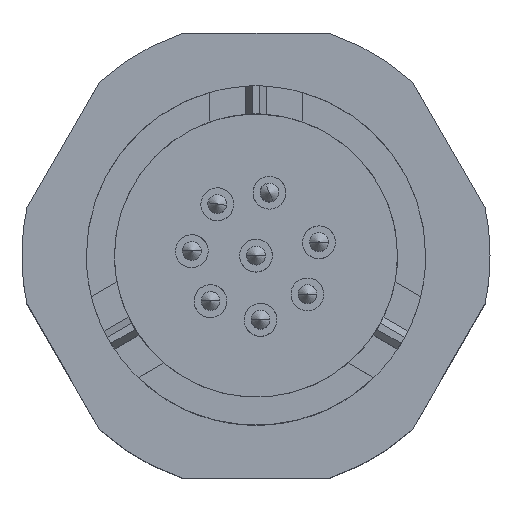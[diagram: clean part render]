
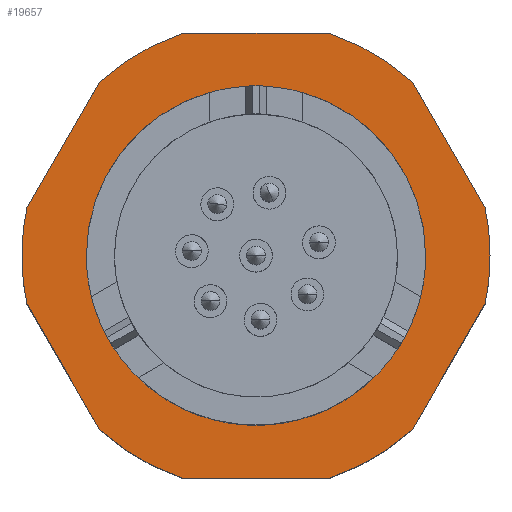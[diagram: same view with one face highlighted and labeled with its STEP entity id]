
A CAD part, top view. The second image highlights one B-rep face of the part: STEP entity #19657.
In plain terms, the highlighted planar face has unit normal (0, 0, 1).
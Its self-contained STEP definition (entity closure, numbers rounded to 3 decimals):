
#17010=AXIS2_PLACEMENT_3D('Circle Axis2P3D',#17008,#17009,$) ;
#17187=AXIS2_PLACEMENT_3D('Circle Axis2P3D',#17185,#17186,$) ;
#19280=AXIS2_PLACEMENT_3D('Circle Axis2P3D',#19278,#19279,$) ;
#19298=AXIS2_PLACEMENT_3D('Circle Axis2P3D',#19296,#19297,$) ;
#19335=AXIS2_PLACEMENT_3D('Circle Axis2P3D',#19333,#19334,$) ;
#19353=AXIS2_PLACEMENT_3D('Circle Axis2P3D',#19351,#19352,$) ;
#19385=AXIS2_PLACEMENT_3D('Circle Axis2P3D',#19383,#19384,$) ;
#19413=AXIS2_PLACEMENT_3D('Circle Axis2P3D',#19411,#19412,$) ;
#19431=AXIS2_PLACEMENT_3D('Circle Axis2P3D',#19429,#19430,$) ;
#19627=AXIS2_PLACEMENT_3D('Plane Axis2P3D',#19624,#19625,#19626) ;
#16917=CARTESIAN_POINT('Vertex',(2.75,9.5,20.5)) ;
#17005=CARTESIAN_POINT('Vertex',(17.25,9.5,20.5)) ;
#17008=CARTESIAN_POINT('Axis2P3D Location',(10.,9.5,20.5)) ;
#17185=CARTESIAN_POINT('Axis2P3D Location',(10.,9.5,20.5)) ;
#19040=CARTESIAN_POINT('Vertex',(3.334,2.046,20.5)) ;
#19043=CARTESIAN_POINT('Line Origine',(1.773,4.75,20.5)) ;
#19047=CARTESIAN_POINT('Vertex',(0.212,7.454,20.5)) ;
#19081=CARTESIAN_POINT('Vertex',(0.212,11.546,20.5)) ;
#19084=CARTESIAN_POINT('Line Origine',(1.773,14.25,20.5)) ;
#19088=CARTESIAN_POINT('Vertex',(3.334,16.954,20.5)) ;
#19122=CARTESIAN_POINT('Vertex',(6.878,19.,20.5)) ;
#19125=CARTESIAN_POINT('Line Origine',(10.,19.,20.5)) ;
#19129=CARTESIAN_POINT('Vertex',(13.122,19.,20.5)) ;
#19163=CARTESIAN_POINT('Vertex',(16.666,16.954,20.5)) ;
#19166=CARTESIAN_POINT('Line Origine',(18.227,14.25,20.5)) ;
#19170=CARTESIAN_POINT('Vertex',(19.788,11.546,20.5)) ;
#19204=CARTESIAN_POINT('Vertex',(13.122,0.,20.5)) ;
#19207=CARTESIAN_POINT('Line Origine',(10.,0.,20.5)) ;
#19211=CARTESIAN_POINT('Vertex',(6.878,0.,20.5)) ;
#19245=CARTESIAN_POINT('Vertex',(19.788,7.454,20.5)) ;
#19248=CARTESIAN_POINT('Line Origine',(18.227,4.75,20.5)) ;
#19252=CARTESIAN_POINT('Vertex',(16.666,2.046,20.5)) ;
#19278=CARTESIAN_POINT('Axis2P3D Location',(10.,9.5,20.5)) ;
#19296=CARTESIAN_POINT('Axis2P3D Location',(10.,9.5,20.5)) ;
#19323=CARTESIAN_POINT('Vertex',(20.,9.5,20.5)) ;
#19333=CARTESIAN_POINT('Axis2P3D Location',(10.,9.5,20.5)) ;
#19351=CARTESIAN_POINT('Axis2P3D Location',(10.,9.5,20.5)) ;
#19380=CARTESIAN_POINT('Vertex',(0.,9.5,20.5)) ;
#19383=CARTESIAN_POINT('Axis2P3D Location',(10.,9.5,20.5)) ;
#19411=CARTESIAN_POINT('Axis2P3D Location',(10.,9.5,20.5)) ;
#19429=CARTESIAN_POINT('Axis2P3D Location',(10.,9.5,20.5)) ;
#19624=CARTESIAN_POINT('Axis2P3D Location',(1.975,9.5,20.5)) ;
#19630=CARTESIAN_POINT('Control Point',(6.878,0.,20.5)) ;
#19631=CARTESIAN_POINT('Control Point',(6.095,0.257,20.5)) ;
#19632=CARTESIAN_POINT('Control Point',(5.338,0.595,20.5)) ;
#19633=CARTESIAN_POINT('Control Point',(4.619,1.01,20.5)) ;
#19634=CARTESIAN_POINT('Control Point',(3.948,1.496,20.5)) ;
#19635=CARTESIAN_POINT('Control Point',(3.334,2.046,20.5)) ;
#17009=DIRECTION('Axis2P3D Direction',(0.,0.,-1.)) ;
#17186=DIRECTION('Axis2P3D Direction',(0.,0.,-1.)) ;
#19044=DIRECTION('Vector Direction',(0.5,-0.866,0.)) ;
#19085=DIRECTION('Vector Direction',(-0.5,-0.866,0.)) ;
#19126=DIRECTION('Vector Direction',(-1.,0.,0.)) ;
#19167=DIRECTION('Vector Direction',(-0.5,0.866,0.)) ;
#19208=DIRECTION('Vector Direction',(1.,0.,0.)) ;
#19249=DIRECTION('Vector Direction',(0.5,0.866,0.)) ;
#19279=DIRECTION('Axis2P3D Direction',(0.,0.,-1.)) ;
#19297=DIRECTION('Axis2P3D Direction',(0.,0.,-1.)) ;
#19334=DIRECTION('Axis2P3D Direction',(0.,0.,-1.)) ;
#19352=DIRECTION('Axis2P3D Direction',(0.,0.,-1.)) ;
#19384=DIRECTION('Axis2P3D Direction',(0.,0.,-1.)) ;
#19412=DIRECTION('Axis2P3D Direction',(0.,0.,-1.)) ;
#19430=DIRECTION('Axis2P3D Direction',(0.,0.,-1.)) ;
#19625=DIRECTION('Axis2P3D Direction',(0.,0.,1.)) ;
#19626=DIRECTION('Axis2P3D XDirection',(0.,1.,0.)) ;
#19045=VECTOR('Line Direction',#19044,1.) ;
#19086=VECTOR('Line Direction',#19085,1.) ;
#19127=VECTOR('Line Direction',#19126,1.) ;
#19168=VECTOR('Line Direction',#19167,1.) ;
#19209=VECTOR('Line Direction',#19208,1.) ;
#19250=VECTOR('Line Direction',#19249,1.) ;
#19638=ORIENTED_EDGE('',*,*,#19049,.T.) ;
#19639=ORIENTED_EDGE('',*,*,#19636,.F.) ;
#19640=ORIENTED_EDGE('',*,*,#19213,.T.) ;
#19641=ORIENTED_EDGE('',*,*,#19282,.F.) ;
#19642=ORIENTED_EDGE('',*,*,#19254,.T.) ;
#19643=ORIENTED_EDGE('',*,*,#19355,.F.) ;
#19644=ORIENTED_EDGE('',*,*,#19337,.F.) ;
#19645=ORIENTED_EDGE('',*,*,#19172,.T.) ;
#19646=ORIENTED_EDGE('',*,*,#19300,.F.) ;
#19647=ORIENTED_EDGE('',*,*,#19131,.T.) ;
#19648=ORIENTED_EDGE('',*,*,#19433,.F.) ;
#19649=ORIENTED_EDGE('',*,*,#19090,.T.) ;
#19650=ORIENTED_EDGE('',*,*,#19387,.F.) ;
#19651=ORIENTED_EDGE('',*,*,#19415,.F.) ;
#19654=ORIENTED_EDGE('',*,*,#17012,.T.) ;
#19655=ORIENTED_EDGE('',*,*,#17189,.T.) ;
#19656=FACE_BOUND('',#19653,.T.) ;
#19657=ADVANCED_FACE('V1',(#19652,#19656),#19628,.T.) ;
#19629=B_SPLINE_CURVE_WITH_KNOTS('',5,(#19630,#19631,#19632,#19633,#19634,#19635),.UNSPECIFIED.,.F.,.U.,(6,6),(0.,5.828),.UNSPECIFIED.) ;
#17011=CIRCLE('generated circle',#17010,7.25) ;
#17188=CIRCLE('generated circle',#17187,7.25) ;
#19281=CIRCLE('generated circle',#19280,10.) ;
#19299=CIRCLE('generated circle',#19298,10.) ;
#19336=CIRCLE('generated circle',#19335,10.) ;
#19354=CIRCLE('generated circle',#19353,10.) ;
#19386=CIRCLE('generated circle',#19385,10.) ;
#19414=CIRCLE('generated circle',#19413,10.) ;
#19432=CIRCLE('generated circle',#19431,10.) ;
#17012=EDGE_CURVE('',#16918,#17006,#17011,.T.) ;
#17189=EDGE_CURVE('',#17006,#16918,#17188,.T.) ;
#19049=EDGE_CURVE('',#19048,#19041,#19046,.T.) ;
#19090=EDGE_CURVE('',#19089,#19082,#19087,.T.) ;
#19131=EDGE_CURVE('',#19130,#19123,#19128,.T.) ;
#19172=EDGE_CURVE('',#19171,#19164,#19169,.T.) ;
#19213=EDGE_CURVE('',#19212,#19205,#19210,.T.) ;
#19254=EDGE_CURVE('',#19253,#19246,#19251,.T.) ;
#19282=EDGE_CURVE('',#19253,#19205,#19281,.T.) ;
#19300=EDGE_CURVE('',#19130,#19164,#19299,.T.) ;
#19337=EDGE_CURVE('',#19171,#19324,#19336,.T.) ;
#19355=EDGE_CURVE('',#19324,#19246,#19354,.T.) ;
#19387=EDGE_CURVE('',#19381,#19082,#19386,.T.) ;
#19415=EDGE_CURVE('',#19048,#19381,#19414,.T.) ;
#19433=EDGE_CURVE('',#19089,#19123,#19432,.T.) ;
#19636=EDGE_CURVE('',#19212,#19041,#19629,.T.) ;
#19637=EDGE_LOOP('',(#19638,#19639,#19640,#19641,#19642,#19643,#19644,#19645,#19646,#19647,#19648,#19649,#19650,#19651)) ;
#19653=EDGE_LOOP('',(#19654,#19655)) ;
#19652=FACE_OUTER_BOUND('',#19637,.T.) ;
#19046=LINE('Line',#19043,#19045) ;
#19087=LINE('Line',#19084,#19086) ;
#19128=LINE('Line',#19125,#19127) ;
#19169=LINE('Line',#19166,#19168) ;
#19210=LINE('Line',#19207,#19209) ;
#19251=LINE('Line',#19248,#19250) ;
#19628=PLANE('',#19627) ;
#16918=VERTEX_POINT('',#16917) ;
#17006=VERTEX_POINT('',#17005) ;
#19041=VERTEX_POINT('',#19040) ;
#19048=VERTEX_POINT('',#19047) ;
#19082=VERTEX_POINT('',#19081) ;
#19089=VERTEX_POINT('',#19088) ;
#19123=VERTEX_POINT('',#19122) ;
#19130=VERTEX_POINT('',#19129) ;
#19164=VERTEX_POINT('',#19163) ;
#19171=VERTEX_POINT('',#19170) ;
#19205=VERTEX_POINT('',#19204) ;
#19212=VERTEX_POINT('',#19211) ;
#19246=VERTEX_POINT('',#19245) ;
#19253=VERTEX_POINT('',#19252) ;
#19324=VERTEX_POINT('',#19323) ;
#19381=VERTEX_POINT('',#19380) ;
